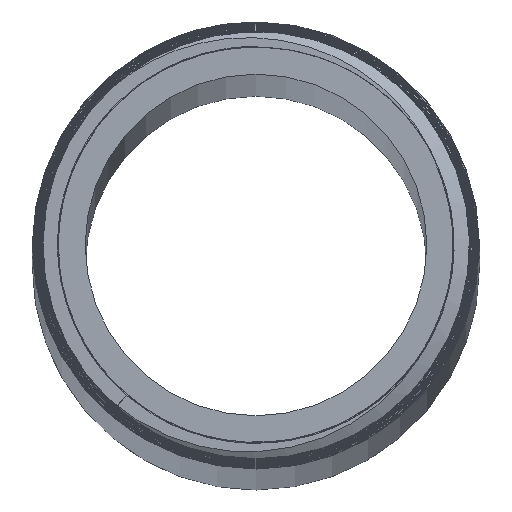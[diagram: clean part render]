
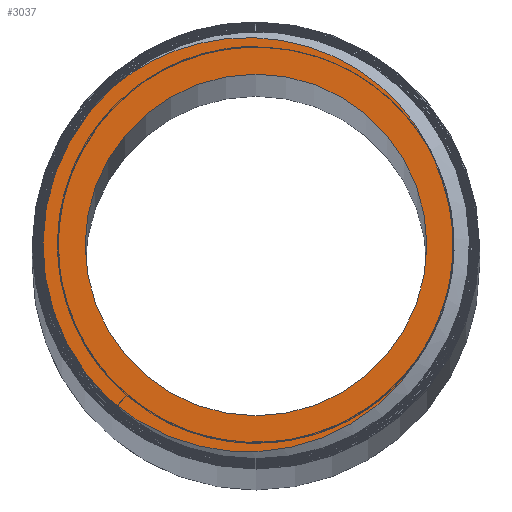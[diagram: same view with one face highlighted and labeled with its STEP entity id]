
A CAD part, top view. The second image highlights one B-rep face of the part: STEP entity #3037.
In plain terms, the highlighted planar face has unit normal (0, 0, 1).
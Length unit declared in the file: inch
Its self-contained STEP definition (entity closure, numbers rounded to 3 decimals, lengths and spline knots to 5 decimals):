
#55=CARTESIAN_POINT('',(0.,0.,15.));
#56=DIRECTION('',(0.,0.,-1.));
#57=DIRECTION('',(1.,0.,0.));
#58=AXIS2_PLACEMENT_3D('',#55,#56,#57);
#60=CARTESIAN_POINT('',(0.,0.,15.));
#61=DIRECTION('',(0.,0.,-1.));
#62=DIRECTION('',(-1.,0.,0.));
#63=AXIS2_PLACEMENT_3D('',#60,#61,#62);
#65=CARTESIAN_POINT('',(0.44135,0.15359,15.));
#66=CARTESIAN_POINT('',(0.429,0.19444,15.));
#67=CARTESIAN_POINT('',(0.395,0.26724,15.));
#68=CARTESIAN_POINT('',(0.32637,0.3528,15.));
#69=CARTESIAN_POINT('',(0.24628,0.41729,15.));
#70=CARTESIAN_POINT('',(0.15234,0.46471,15.));
#71=CARTESIAN_POINT('',(0.04621,0.49135,15.));
#72=CARTESIAN_POINT('',(-0.06435,0.49366,15.));
#73=CARTESIAN_POINT('',(-0.1701,0.47162,15.));
#74=CARTESIAN_POINT('',(-0.25823,0.43345,15.));
#75=CARTESIAN_POINT('',(-0.31129,0.39773,15.));
#76=CARTESIAN_POINT('',(-0.33599,0.37738,15.));
#78=CARTESIAN_POINT('',(0.42091,-0.20365,15.));
#79=CARTESIAN_POINT('',(0.43915,-0.16588,15.));
#80=CARTESIAN_POINT('',(0.46438,-0.08869,15.));
#81=CARTESIAN_POINT('',(0.47141,0.03453,15.));
#82=CARTESIAN_POINT('',(0.45515,0.11403,15.));
#83=CARTESIAN_POINT('',(0.44135,0.15359,15.));
#85=CARTESIAN_POINT('',(-0.34808,-0.36625,15.));
#86=CARTESIAN_POINT('',(-0.31474,-0.39552,15.));
#87=CARTESIAN_POINT('',(-0.245,-0.44163,15.));
#88=CARTESIAN_POINT('',(-0.13524,-0.48089,15.));
#89=CARTESIAN_POINT('',(-0.03072,-0.49419,15.));
#90=CARTESIAN_POINT('',(0.08169,-0.48453,15.));
#91=CARTESIAN_POINT('',(0.19357,-0.44634,15.));
#92=CARTESIAN_POINT('',(0.28975,-0.38467,15.));
#93=CARTESIAN_POINT('',(0.36843,-0.30256,15.));
#94=CARTESIAN_POINT('',(0.40587,-0.23847,15.));
#95=CARTESIAN_POINT('',(0.42091,-0.20365,15.));
#97=CARTESIAN_POINT('',(0.,0.,15.));
#98=DIRECTION('',(0.,0.,1.));
#99=DIRECTION('',(-0.665,0.747,0.));
#100=AXIS2_PLACEMENT_3D('',#97,#98,#99);
#2812=CARTESIAN_POINT('',(0.405,0.,15.));
#2813=CARTESIAN_POINT('',(-0.405,0.,15.));
#2814=VERTEX_POINT('',#2812);
#2815=VERTEX_POINT('',#2813);
#2822=VERTEX_POINT('',#65);
#2823=VERTEX_POINT('',#76);
#2824=VERTEX_POINT('',#85);
#2825=VERTEX_POINT('',#95);
#3018=CARTESIAN_POINT('',(0.,0.,15.));
#3019=DIRECTION('',(0.,0.,1.));
#3020=DIRECTION('',(1.,0.,0.));
#3021=AXIS2_PLACEMENT_3D('',#3018,#3019,#3020);
#3022=PLANE('',#3021);
#3024=ORIENTED_EDGE('',*,*,#3023,.F.);
#3026=ORIENTED_EDGE('',*,*,#3025,.F.);
#3028=ORIENTED_EDGE('',*,*,#3027,.F.);
#3030=ORIENTED_EDGE('',*,*,#3029,.F.);
#3031=EDGE_LOOP('',(#3024,#3026,#3028,#3030));
#3032=FACE_OUTER_BOUND('',#3031,.F.);
#3033=ORIENTED_EDGE('',*,*,#2998,.F.);
#3034=ORIENTED_EDGE('',*,*,#3012,.F.);
#3035=EDGE_LOOP('',(#3033,#3034));
#3036=FACE_BOUND('',#3035,.F.);
#3037=ADVANCED_FACE('',(#3032,#3036),#3022,.T.);
#59=CIRCLE('',#58,0.405);
#64=CIRCLE('',#63,0.405);
#77=B_SPLINE_CURVE_WITH_KNOTS('',3,(#65,#66,#67,#68,#69,#70,#71,#72,#73,#74,#75,
#76),.UNSPECIFIED.,.F.,.F.,(4,1,1,1,1,1,1,1,1,4),(0.,0.11111,
0.22222,0.33333,0.44444,0.55556,
0.66667,0.77778,0.88889,1.),.UNSPECIFIED.);
#84=B_SPLINE_CURVE_WITH_KNOTS('',3,(#78,#79,#80,#81,#82,#83),.UNSPECIFIED.,.F.,
.F.,(4,1,1,4),(0.,0.33333,0.66667,1.),.UNSPECIFIED.);
#96=B_SPLINE_CURVE_WITH_KNOTS('',3,(#85,#86,#87,#88,#89,#90,#91,#92,#93,#94,
#95),.UNSPECIFIED.,.F.,.F.,(4,1,1,1,1,1,1,1,4),(0.,0.125,0.25,0.375,
0.5,0.625,0.75,0.875,1.),.UNSPECIFIED.);
#101=CIRCLE('',#100,0.50528);
#2998=EDGE_CURVE('',#2814,#2815,#59,.T.);
#3012=EDGE_CURVE('',#2815,#2814,#64,.T.);
#3023=EDGE_CURVE('',#2822,#2823,#77,.T.);
#3025=EDGE_CURVE('',#2825,#2822,#84,.T.);
#3027=EDGE_CURVE('',#2824,#2825,#96,.T.);
#3029=EDGE_CURVE('',#2823,#2824,#101,.T.);
